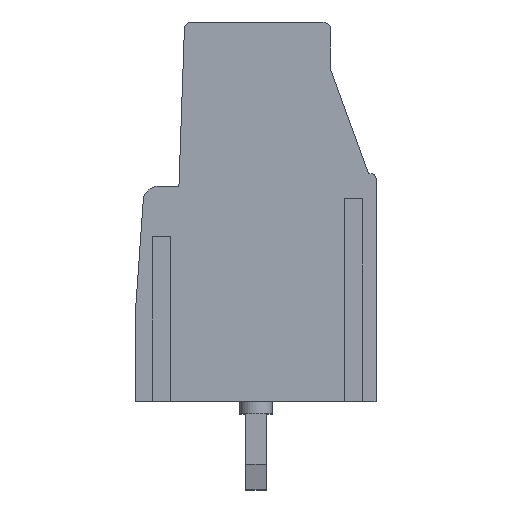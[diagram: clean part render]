
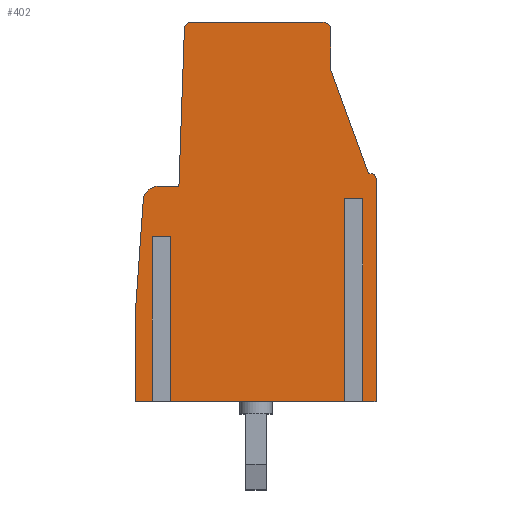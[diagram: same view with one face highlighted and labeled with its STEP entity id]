
A CAD part, top view. The second image highlights one B-rep face of the part: STEP entity #402.
In plain terms, the highlighted planar face has unit normal (0, 0, 1).
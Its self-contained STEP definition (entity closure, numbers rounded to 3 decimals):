
#402=ADVANCED_FACE('',(#1040),#1041,.F.);
#1040=FACE_OUTER_BOUND('',#1917,.T.);
#1041=PLANE('',#1918);
#1917=EDGE_LOOP('',(#3088,#3089,#3090,#3091,#3092,#3093,#3094,#3095,#3096,#3097,#3098,#3099,#3100,#3101,#3102,#3103,#3104,#3105,#3106,#3107,#3108,#3109));
#1918=AXIS2_PLACEMENT_3D('',#3110,#3111,#3112);
#3088=ORIENTED_EDGE('',*,*,#5415,.T.);
#3089=ORIENTED_EDGE('',*,*,#5497,.T.);
#3090=ORIENTED_EDGE('',*,*,#5429,.F.);
#3091=ORIENTED_EDGE('',*,*,#5548,.T.);
#3092=ORIENTED_EDGE('',*,*,#5549,.T.);
#3093=ORIENTED_EDGE('',*,*,#5368,.T.);
#3094=ORIENTED_EDGE('',*,*,#5550,.F.);
#3095=ORIENTED_EDGE('',*,*,#5551,.F.);
#3096=ORIENTED_EDGE('',*,*,#5552,.F.);
#3097=ORIENTED_EDGE('',*,*,#5361,.T.);
#3098=ORIENTED_EDGE('',*,*,#5342,.T.);
#3099=ORIENTED_EDGE('',*,*,#5553,.T.);
#3100=ORIENTED_EDGE('',*,*,#5554,.T.);
#3101=ORIENTED_EDGE('',*,*,#5355,.T.);
#3102=ORIENTED_EDGE('',*,*,#5555,.F.);
#3103=ORIENTED_EDGE('',*,*,#5556,.F.);
#3104=ORIENTED_EDGE('',*,*,#5451,.F.);
#3105=ORIENTED_EDGE('',*,*,#5539,.F.);
#3106=ORIENTED_EDGE('',*,*,#5543,.F.);
#3107=ORIENTED_EDGE('',*,*,#5557,.F.);
#3108=ORIENTED_EDGE('',*,*,#5434,.F.);
#3109=ORIENTED_EDGE('',*,*,#5546,.F.);
#3110=CARTESIAN_POINT('',(-42.956,-19.77,0.0));
#3111=DIRECTION('',(0.,0.0,-1.0));
#3112=DIRECTION('',(-1.0,0.0,0.));
#5342=EDGE_CURVE('',#6422,#6420,#6423,.T.);
#5355=EDGE_CURVE('',#6444,#6441,#6445,.T.);
#5361=EDGE_CURVE('',#6455,#6422,#6456,.T.);
#5368=EDGE_CURVE('',#6468,#6466,#6469,.T.);
#5415=EDGE_CURVE('',#6552,#6556,#6558,.T.);
#5429=EDGE_CURVE('',#6580,#6576,#6582,.T.);
#5434=EDGE_CURVE('',#6589,#6584,#6591,.T.);
#5451=EDGE_CURVE('',#6619,#6621,#6622,.T.);
#5497=EDGE_CURVE('',#6556,#6576,#6695,.T.);
#5539=EDGE_CURVE('',#6762,#6619,#6764,.T.);
#5543=EDGE_CURVE('',#6768,#6762,#6770,.T.);
#5546=EDGE_CURVE('',#6552,#6589,#6773,.T.);
#5548=EDGE_CURVE('',#6580,#6775,#6776,.T.);
#5549=EDGE_CURVE('',#6775,#6468,#6777,.T.);
#5550=EDGE_CURVE('',#6778,#6466,#6779,.T.);
#5551=EDGE_CURVE('',#6780,#6778,#6781,.T.);
#5552=EDGE_CURVE('',#6455,#6780,#6782,.T.);
#5553=EDGE_CURVE('',#6420,#6783,#6784,.T.);
#5554=EDGE_CURVE('',#6783,#6444,#6785,.T.);
#5555=EDGE_CURVE('',#6786,#6441,#6787,.T.);
#5556=EDGE_CURVE('',#6621,#6786,#6788,.T.);
#5557=EDGE_CURVE('',#6584,#6768,#6789,.T.);
#6420=VERTEX_POINT('',#8102);
#6422=VERTEX_POINT('',#8105);
#6423=LINE('',#8106,#8107);
#6441=VERTEX_POINT('',#8133);
#6444=VERTEX_POINT('',#8137);
#6445=LINE('',#8138,#8139);
#6455=VERTEX_POINT('',#8154);
#6456=LINE('',#8155,#8156);
#6466=VERTEX_POINT('',#8171);
#6468=VERTEX_POINT('',#8174);
#6469=LINE('',#8175,#8176);
#6552=VERTEX_POINT('',#8294);
#6556=VERTEX_POINT('',#8300);
#6558=LINE('',#8303,#8304);
#6576=VERTEX_POINT('',#8329);
#6580=VERTEX_POINT('',#8334);
#6582=CIRCLE('',#8337,0.6);
#6584=VERTEX_POINT('',#8339);
#6589=VERTEX_POINT('',#8346);
#6591=LINE('',#8349,#8350);
#6619=VERTEX_POINT('',#8386);
#6621=VERTEX_POINT('',#8389);
#6622=LINE('',#8390,#8391);
#6695=LINE('',#8549,#8550);
#6762=VERTEX_POINT('',#8658);
#6764=LINE('',#8661,#8662);
#6768=VERTEX_POINT('',#8667);
#6770=LINE('',#8670,#8671);
#6773=CIRCLE('',#8674,0.3);
#6775=VERTEX_POINT('',#8676);
#6776=LINE('',#8677,#8678);
#6777=LINE('',#8679,#8680);
#6778=VERTEX_POINT('',#8681);
#6779=LINE('',#8682,#8683);
#6780=VERTEX_POINT('',#8684);
#6781=LINE('',#8685,#8686);
#6782=LINE('',#8687,#8688);
#6783=VERTEX_POINT('',#8689);
#6784=LINE('',#8690,#8691);
#6785=LINE('',#8692,#8693);
#6786=VERTEX_POINT('',#8694);
#6787=LINE('',#8695,#8696);
#6788=CIRCLE('',#8697,0.2);
#6789=CIRCLE('',#8698,0.3);
#8102=CARTESIAN_POINT('',(-1.082,8.0,0.));
#8105=CARTESIAN_POINT('',(-1.082,0.0,0.));
#8106=CARTESIAN_POINT('',(-1.082,-19.77,0.));
#8107=VECTOR('',#10468,1.0);
#8133=CARTESIAN_POINT('',(0.0,0.0,0.));
#8137=CARTESIAN_POINT('',(-0.668,0.0,0.));
#8138=CARTESIAN_POINT('',(-42.956,0.0,0.0));
#8139=VECTOR('',#10478,1.0);
#8154=CARTESIAN_POINT('',(-8.293,0.0,0.));
#8155=CARTESIAN_POINT('',(-42.956,0.0,0.0));
#8156=VECTOR('',#10484,1.0);
#8171=CARTESIAN_POINT('',(-8.707,0.0,0.));
#8174=CARTESIAN_POINT('',(-9.5,0.0,0.));
#8175=CARTESIAN_POINT('',(-42.956,0.0,0.0));
#8176=VECTOR('',#10491,1.0);
#8294=CARTESIAN_POINT('',(-7.583,14.71,0.));
#8300=CARTESIAN_POINT('',(-7.8,8.5,0.));
#8303=CARTESIAN_POINT('',(-8.787,-19.77,0.));
#8304=VECTOR('',#10545,1.0);
#8329=CARTESIAN_POINT('',(-8.613,8.5,0.));
#8334=CARTESIAN_POINT('',(-9.212,7.942,0.));
#8337=AXIS2_PLACEMENT_3D('',#10558,#10559,#10560);
#8339=CARTESIAN_POINT('',(-2.1,15.0,0.));
#8346=CARTESIAN_POINT('',(-7.283,15.,0.));
#8349=CARTESIAN_POINT('',(-42.956,15.,0.0));
#8350=VECTOR('',#10564,1.0);
#8386=CARTESIAN_POINT('',(-0.3,9.0,0.));
#8389=CARTESIAN_POINT('',(-0.2,9.0,0.));
#8390=CARTESIAN_POINT('',(-42.956,9.0,0.0));
#8391=VECTOR('',#10586,1.0);
#8549=CARTESIAN_POINT('',(-42.956,8.5,0.0));
#8550=VECTOR('',#10624,1.0);
#8658=CARTESIAN_POINT('',(-1.8,13.121,0.));
#8661=CARTESIAN_POINT('',(10.171,-19.77,0.));
#8662=VECTOR('',#10664,1.0);
#8667=CARTESIAN_POINT('',(-1.8,14.7,0.));
#8670=CARTESIAN_POINT('',(-1.8,-19.77,0.));
#8671=VECTOR('',#10667,1.0);
#8674=AXIS2_PLACEMENT_3D('',#10671,#10672,#10673);
#8676=CARTESIAN_POINT('',(-9.5,3.82,0.));
#8677=CARTESIAN_POINT('',(-11.15,-19.77,0.));
#8678=VECTOR('',#10674,1.0);
#8679=CARTESIAN_POINT('',(-9.5,-19.77,0.));
#8680=VECTOR('',#10675,1.0);
#8681=CARTESIAN_POINT('',(-8.707,6.5,0.));
#8682=CARTESIAN_POINT('',(-8.707,-19.77,0.));
#8683=VECTOR('',#10676,1.0);
#8684=CARTESIAN_POINT('',(-8.293,6.5,0.));
#8685=CARTESIAN_POINT('',(-42.956,6.5,0.0));
#8686=VECTOR('',#10677,1.0);
#8687=CARTESIAN_POINT('',(-8.293,-19.77,0.));
#8688=VECTOR('',#10678,1.0);
#8689=CARTESIAN_POINT('',(-0.668,8.0,0.));
#8690=CARTESIAN_POINT('',(-42.956,8.0,0.0));
#8691=VECTOR('',#10679,1.0);
#8692=CARTESIAN_POINT('',(-0.668,-19.77,0.));
#8693=VECTOR('',#10680,1.0);
#8694=CARTESIAN_POINT('',(0.0,8.8,0.));
#8695=CARTESIAN_POINT('',(0.0,-19.77,0.));
#8696=VECTOR('',#10681,1.0);
#8697=AXIS2_PLACEMENT_3D('',#10682,#10683,#10684);
#8698=AXIS2_PLACEMENT_3D('',#10685,#10686,#10687);
#10468=DIRECTION('',(0.0,1.0,0.0));
#10478=DIRECTION('',(1.0,0.0,0.));
#10484=DIRECTION('',(1.0,0.0,0.));
#10491=DIRECTION('',(1.0,0.0,0.));
#10545=DIRECTION('',(-0.035,-0.999,0.));
#10558=CARTESIAN_POINT('',(-8.613,7.9,0.));
#10559=DIRECTION('',(0.,0.0,-1.0));
#10560=DIRECTION('',(-1.0,0.0,0.));
#10564=DIRECTION('',(1.0,0.,0.));
#10586=DIRECTION('',(1.0,0.0,0.));
#10624=DIRECTION('',(-1.0,0.,0.));
#10664=DIRECTION('',(0.342,-0.94,0.));
#10667=DIRECTION('',(0.,-1.0,0.));
#10671=CARTESIAN_POINT('',(-7.283,14.7,0.));
#10672=DIRECTION('',(0.,0.0,-1.0));
#10673=DIRECTION('',(-1.0,0.0,0.));
#10674=DIRECTION('',(-0.07,-0.998,0.));
#10675=DIRECTION('',(0.,-1.0,0.));
#10676=DIRECTION('',(0.0,-1.0,-0.0));
#10677=DIRECTION('',(-1.0,0.0,0.));
#10678=DIRECTION('',(0.0,1.0,0.0));
#10679=DIRECTION('',(1.0,0.0,0.));
#10680=DIRECTION('',(0.0,-1.0,-0.0));
#10681=DIRECTION('',(0.0,-1.0,-0.0));
#10682=CARTESIAN_POINT('',(-0.2,8.8,0.));
#10683=DIRECTION('',(0.,0.0,-1.0));
#10684=DIRECTION('',(-1.0,0.0,0.));
#10685=CARTESIAN_POINT('',(-2.1,14.7,0.));
#10686=DIRECTION('',(0.,0.0,-1.0));
#10687=DIRECTION('',(-1.0,0.0,0.));
